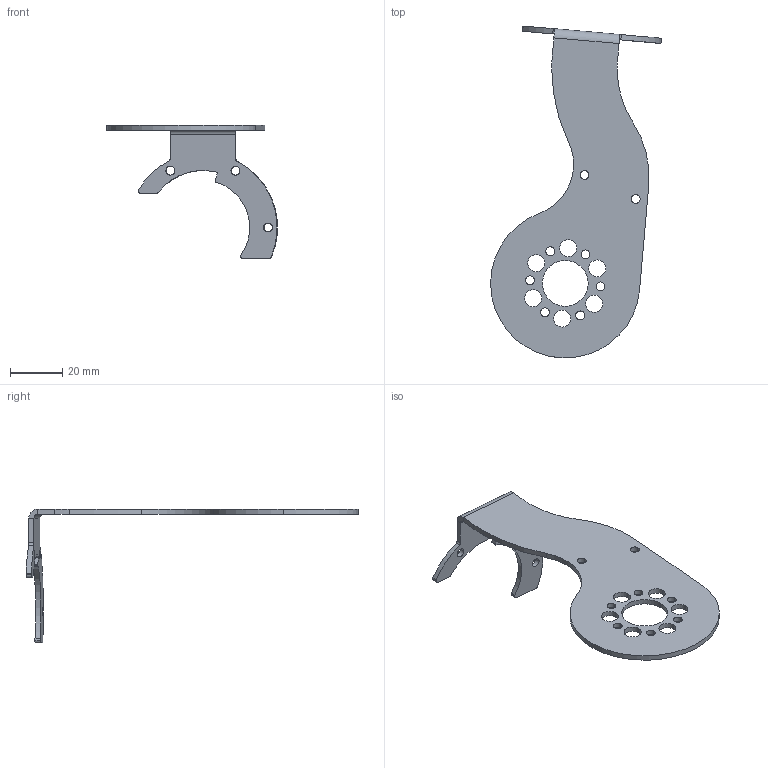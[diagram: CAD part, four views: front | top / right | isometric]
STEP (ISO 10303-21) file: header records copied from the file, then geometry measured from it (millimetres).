
FILE_DESCRIPTION (( 'STEP AP214' ), '1' );
FILE_NAME ('J4_E.STEP', '2025-08-20T01:20:57', ( '' ), ( '' ), 'SwSTEP 2.0', 'SolidWorks 2025', '' );
FILE_SCHEMA (( 'AUTOMOTIVE_DESIGN' ));
Length unit declared in the file: millimetre
Products named in the file (1): J4_E
Bounding box: 65.22 x 126.76 x 51.1 mm (x, y, z)
Volume: 9948.3 mm3; surface area: 11468.7 mm2
Topology: 1 solids, 1 shells, 76 faces, 214 edges, 140 vertices
Faces by surface type: cylinder 61, plane 15
Entity records: 2611 total; most frequent: DIRECTION 490, CARTESIAN_POINT 431, ORIENTED_EDGE 428, EDGE_CURVE 214, AXIS2_PLACEMENT_3D 199, VERTEX_POINT 140, CIRCLE 122, EDGE_LOOP 112
